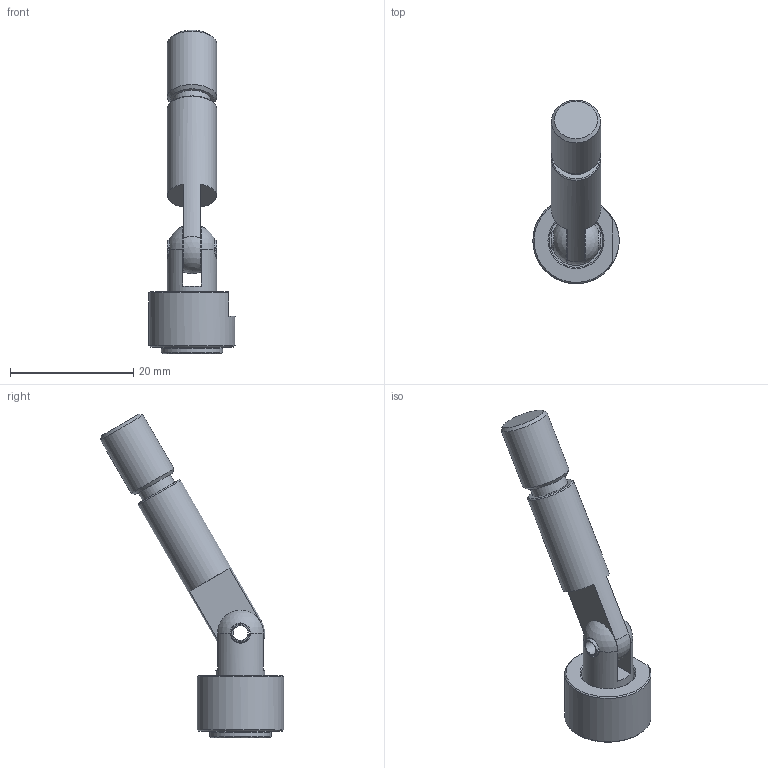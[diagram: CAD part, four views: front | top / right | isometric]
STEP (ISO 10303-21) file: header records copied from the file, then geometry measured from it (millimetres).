
FILE_DESCRIPTION(/* description */ (''),/* implementation_level */ '2;1');
FILE_NAME(/* name */ '1901000009 - Innengelenk für MBA.stp',/* time_stamp */ '2017-05-04T11:22:54+02:00',/* author */ ('robin.rentz'),/* organization */ (''),/* preprocessor_version */ 'ST-DEVELOPER v16.5',/* originating_system */ 'Autodesk Inventor 2017',/* authorisation */ '');
FILE_SCHEMA (('AUTOMOTIVE_DESIGN { 1 0 10303 214 3 1 1 }'));
Length unit declared in the file: millimetre
Products named in the file (5): 1901000009 - Innengelenk für MBA; 1901000009 - Gelenk-Aufnahme; 1901000009 - Gelenk-Bolzen; 1901000009 - Ring; ISO 13337 - 3 x 8
Assembly tree (4 placements, depth 2):
  1901000009 - Innengelenk für MBA
    1901000009 - Gelenk-Aufnahme
    1901000009 - Gelenk-Bolzen
    1901000009 - Ring
    ISO 13337 - 3 x 8
Bounding box: 14 x 29.71 x 52.52 mm (x, y, z)
Volume: 3306.9 mm3; surface area: 2802.4 mm2
Topology: 4 solids, 4 shells, 46 faces, 105 edges, 67 vertices
Faces by surface type: plane 20, cylinder 12, cone 11, sphere 3
Full cylindrical faces by diameter (mm): 3 x1, 3.3 x2, 6 x1, 8 x3, 8.7 x1, 10 x1, 14 x1
Entity records: 1336 total; most frequent: CARTESIAN_POINT 240, DIRECTION 234, ORIENTED_EDGE 164, AXIS2_PLACEMENT_3D 103, EDGE_CURVE 82, EDGE_LOOP 73, VERTEX_POINT 63, CIRCLE 48
